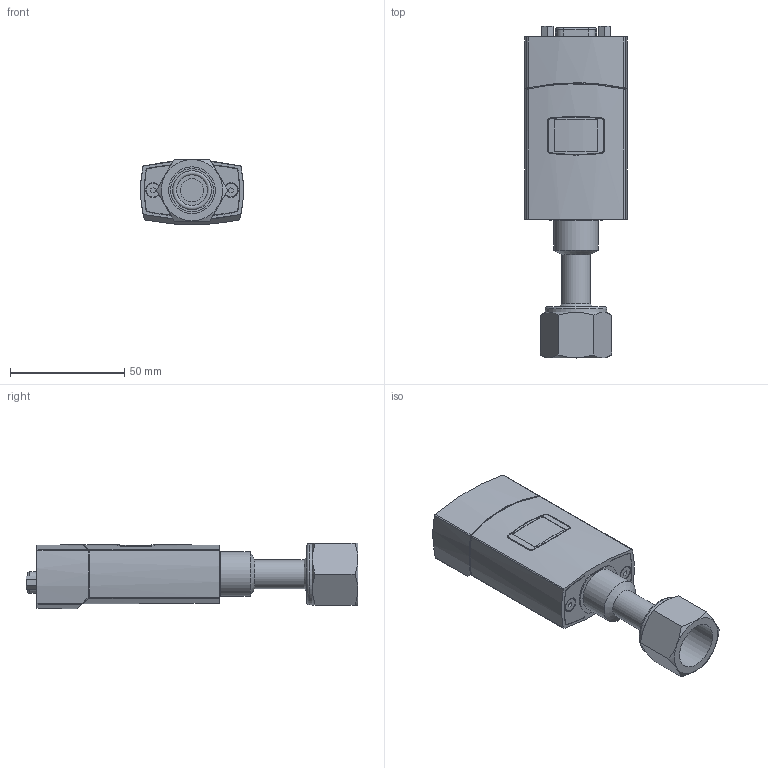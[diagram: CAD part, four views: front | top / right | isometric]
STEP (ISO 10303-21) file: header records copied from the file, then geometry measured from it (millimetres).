
FILE_DESCRIPTION(/* description */ (''),/* implementation_level */ '2;1');
FILE_NAME(/* name */ 'MPCG55x_15DSub_8VCR.stp',/* time_stamp */ '2018-04-24T15:19:18+02:00',/* author */ ('BEM'),/* organization */ (''),/* preprocessor_version */ 'ST-DEVELOPER v16.1',/* originating_system */ 'Autodesk Inventor 2016',/* authorisation */ '');
FILE_SCHEMA (('AUTOMOTIVE_DESIGN { 1 0 10303 214 3 1 1 }'));
Length unit declared in the file: millimetre
Products named in the file (1): Bauteil4
Bounding box: 45 x 145.2 x 28.6 mm (x, y, z)
Volume: 36431.9 mm3; surface area: 41322.2 mm2
Topology: 1 solids, 1 shells, 1005 faces, 2716 edges, 1776 vertices
Faces by surface type: plane 626, cylinder 304, cone 48, torus 14, bspline 13
Full cylindrical faces by diameter (mm): 1.1 x2, 1.3 x1, 2.156 x2, 2.4 x1, 2.6 x5, 2.8 x3, 2.845 x2, 2.9 x3, 3 x5, 3.2 x7, 3.4 x3, 3.6 x2, 4 x2, 6 x2, 10.2 x2, 10.5 x1, 12.7 x1, 15.2 x1, 15.5 x1, 16 x1, 18 x1, 18.8 x1, 19 x1, 19.5 x1, 20.4 x1, 26.8 x1
Entity records: 33074 total; most frequent: CARTESIAN_POINT 7113, ORIENTED_EDGE 5222, DIRECTION 4937, EDGE_CURVE 2611, LINE 1755, VECTOR 1755, VERTEX_POINT 1752, AXIS2_PLACEMENT_3D 1591
